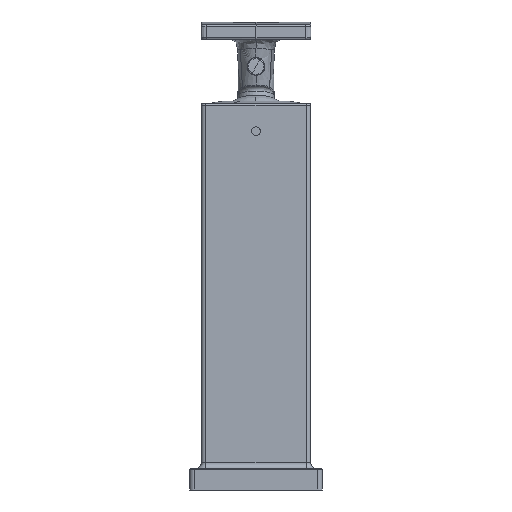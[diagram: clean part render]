
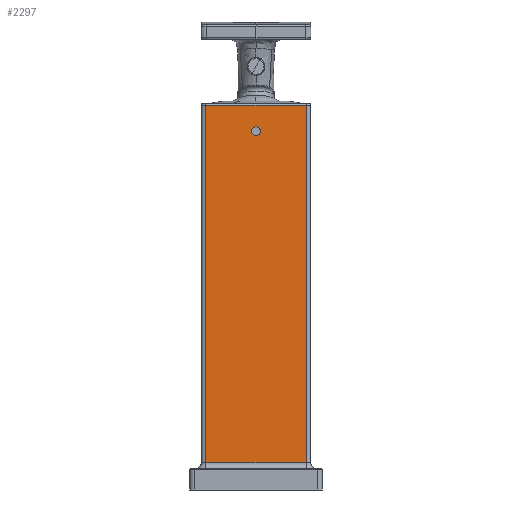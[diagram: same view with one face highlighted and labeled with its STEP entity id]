
A CAD part, left-side view. The second image highlights one B-rep face of the part: STEP entity #2297.
In plain terms, the highlighted planar face has unit normal (-1, 0, 0).
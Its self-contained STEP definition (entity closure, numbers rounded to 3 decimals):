
#391=CARTESIAN_POINT('Vertex',(-19.5,-17.5,9.5)) ;
#1125=CARTESIAN_POINT('Line Origine',(-19.5,-17.5,134.)) ;
#1129=CARTESIAN_POINT('Vertex',(-19.5,-17.5,133.5)) ;
#1149=CARTESIAN_POINT('Line Origine',(-19.5,19.,9.5)) ;
#1153=CARTESIAN_POINT('Vertex',(-19.5,17.5,9.5)) ;
#2256=CARTESIAN_POINT('Axis2P3D Location',(-19.5,19.,134.)) ;
#2261=CARTESIAN_POINT('Line Origine',(-19.5,17.5,71.5)) ;
#2265=CARTESIAN_POINT('Vertex',(-19.5,17.5,133.5)) ;
#2268=CARTESIAN_POINT('Line Origine',(-19.5,0.,133.5)) ;
#2279=CARTESIAN_POINT('Axis2P3D Location',(-19.5,0.,124.5)) ;
#2283=CARTESIAN_POINT('Vertex',(-19.5,-0.719,123.184)) ;
#2285=CARTESIAN_POINT('Vertex',(-19.5,0.719,125.816)) ;
#2288=CARTESIAN_POINT('Axis2P3D Location',(-19.5,0.,124.5)) ;
#1127=VECTOR('Line Direction',#1126,1.) ;
#1151=VECTOR('Line Direction',#1150,1.) ;
#2263=VECTOR('Line Direction',#2262,1.) ;
#2270=VECTOR('Line Direction',#2269,1.) ;
#1126=DIRECTION('Vector Direction',(0.,0.,-1.)) ;
#1150=DIRECTION('Vector Direction',(0.,-1.,0.)) ;
#2257=DIRECTION('Axis2P3D Direction',(1.,0.,0.)) ;
#2258=DIRECTION('Axis2P3D XDirection',(0.,0.,-1.)) ;
#2262=DIRECTION('Vector Direction',(0.,0.,-1.)) ;
#2269=DIRECTION('Vector Direction',(0.,1.,0.)) ;
#2280=DIRECTION('Axis2P3D Direction',(1.,0.,0.)) ;
#2289=DIRECTION('Axis2P3D Direction',(1.,0.,0.)) ;
#2259=AXIS2_PLACEMENT_3D('Plane Axis2P3D',#2256,#2257,#2258) ;
#2281=AXIS2_PLACEMENT_3D('Circle Axis2P3D',#2279,#2280,$) ;
#2290=AXIS2_PLACEMENT_3D('Circle Axis2P3D',#2288,#2289,$) ;
#1128=LINE('Line',#1125,#1127) ;
#1152=LINE('Line',#1149,#1151) ;
#2264=LINE('Line',#2261,#2263) ;
#2271=LINE('Line',#2268,#2270) ;
#2282=CIRCLE('generated circle',#2281,1.5) ;
#2291=CIRCLE('generated circle',#2290,1.5) ;
#2260=PLANE('',#2259) ;
#2296=FACE_BOUND('',#2293,.T.) ;
#1131=EDGE_CURVE('',#392,#1130,#1128,.F.) ;
#1155=EDGE_CURVE('',#1154,#392,#1152,.T.) ;
#2267=EDGE_CURVE('',#2266,#1154,#2264,.T.) ;
#2272=EDGE_CURVE('',#1130,#2266,#2271,.T.) ;
#2287=EDGE_CURVE('',#2284,#2286,#2282,.T.) ;
#2292=EDGE_CURVE('',#2286,#2284,#2291,.T.) ;
#2274=ORIENTED_EDGE('',*,*,#2267,.T.) ;
#2275=ORIENTED_EDGE('',*,*,#1155,.T.) ;
#2276=ORIENTED_EDGE('',*,*,#1131,.T.) ;
#2277=ORIENTED_EDGE('',*,*,#2272,.T.) ;
#2294=ORIENTED_EDGE('',*,*,#2287,.T.) ;
#2295=ORIENTED_EDGE('',*,*,#2292,.T.) ;
#2273=EDGE_LOOP('',(#2274,#2275,#2276,#2277)) ;
#2293=EDGE_LOOP('',(#2294,#2295)) ;
#392=VERTEX_POINT('',#391) ;
#1130=VERTEX_POINT('',#1129) ;
#1154=VERTEX_POINT('',#1153) ;
#2266=VERTEX_POINT('',#2265) ;
#2284=VERTEX_POINT('',#2283) ;
#2286=VERTEX_POINT('',#2285) ;
#2297=ADVANCED_FACE('Hauptk\X2\00F6\X0\rper',(#2278,#2296),#2260,.F.) ;
#2278=FACE_OUTER_BOUND('',#2273,.T.) ;
